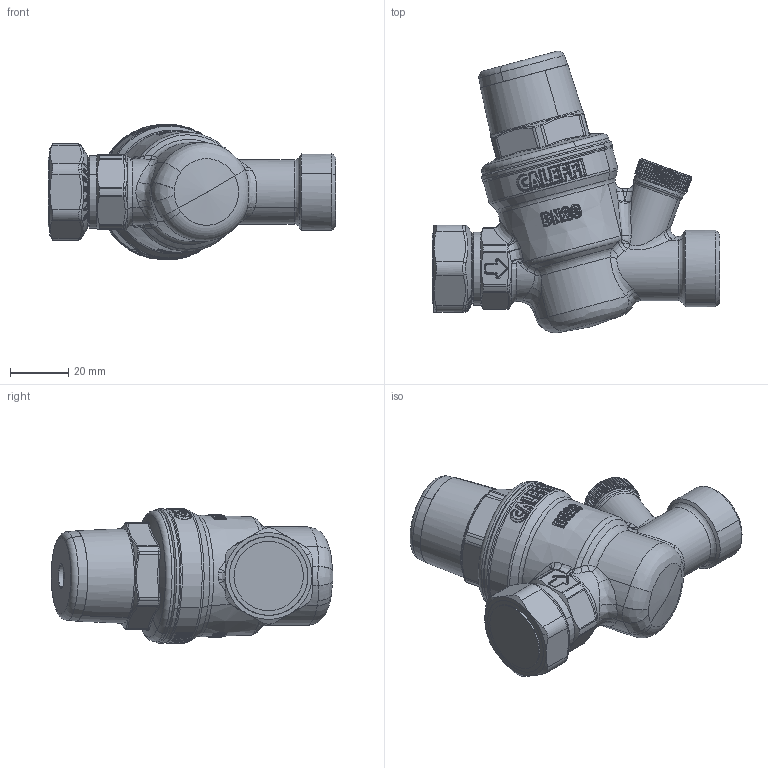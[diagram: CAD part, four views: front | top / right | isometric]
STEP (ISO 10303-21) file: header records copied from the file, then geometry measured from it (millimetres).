
FILE_DESCRIPTION(('CATIA V5 STEP Exchange','CAx-IF Rec.Pracs.--- Model Styling and Organization---1.4--- 2014-01-23','CAx-IF Rec.Pracs.---3D Tessellated Data Validation Properties---0.5---2014-09-14'),'2;1');
FILE_NAME('STEP_533152H_TH_-_TST.stp','2021-10-25T08:25:42+00:00',('none'),('none'),'CATIA Version 5-6 Release 2019 SP3','CATIA V5 STEP AP242 v1','none');
FILE_SCHEMA(('AP242_MANAGED_MODEL_BASED_3D_ENGINEERING_MIM_LF {1 0 10303 442 1 1 4}'));
Products named in the file (1): 533152H TH - TST
Bounding box: 98.58 x 96.6 x 46.4 mm (x, y, z)
Volume: 141081.3 mm3; surface area: 20309.5 mm2
Topology: 1 solids, 1 shells, 2530 faces, 6108 edges, 3391 vertices
Faces by surface type: bspline 1417, plane 424, cylinder 320, sphere 217, torus 77, cone 73, revolution 2
Entity records: 146229 total; most frequent: CARTESIAN_POINT 102809, ORIENTED_EDGE 11766, EDGE_CURVE 5883, B_SPLINE_CURVE_WITH_KNOTS 3948, DIRECTION 3693, VERTEX_POINT 3391, EDGE_LOOP 2566, ADVANCED_FACE 2530
